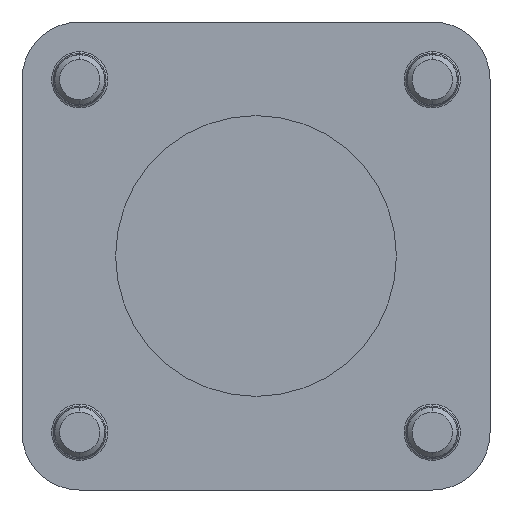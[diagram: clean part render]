
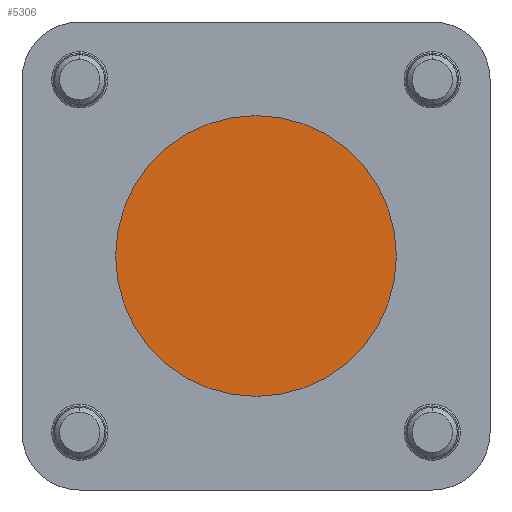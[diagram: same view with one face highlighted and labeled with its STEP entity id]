
A CAD part, left-side view. The second image highlights one B-rep face of the part: STEP entity #5306.
In plain terms, the highlighted planar face has unit normal (-1, 0, 0).
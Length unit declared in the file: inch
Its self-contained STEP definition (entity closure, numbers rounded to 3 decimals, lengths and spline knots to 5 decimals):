
#153 = DIRECTION ( 'NONE',  ( 1., 0., 0. ) ) ;
#360 = EDGE_CURVE ( 'NONE', #2891, #4243, #3728, .T. ) ;
#974 = FACE_OUTER_BOUND ( 'NONE', #2521, .T. ) ;
#1244 = CARTESIAN_POINT ( 'NONE',  ( 0.27559, 0., -0.88583 ) ) ;
#1331 = CARTESIAN_POINT ( 'NONE',  ( 0.27559, 0., 0. ) ) ;
#1403 = CARTESIAN_POINT ( 'NONE',  ( 0.27559, 0., 0. ) ) ;
#1776 = ORIENTED_EDGE ( 'NONE', *, *, #4103, .F. ) ;
#1816 = DIRECTION ( 'NONE',  ( 0., 0., -1. ) ) ;
#2154 = CIRCLE ( 'NONE', #4440, 0.88583 ) ;
#2187 = DIRECTION ( 'NONE',  ( 1., 0., 0. ) ) ;
#2404 = AXIS2_PLACEMENT_3D ( 'NONE', #1331, #2187, #3448 ) ;
#2507 = ORIENTED_EDGE ( 'NONE', *, *, #360, .F. ) ;
#2521 = EDGE_LOOP ( 'NONE', ( #1776, #2507 ) ) ;
#2891 = VERTEX_POINT ( 'NONE', #1244 ) ;
#2935 = CARTESIAN_POINT ( 'NONE',  ( 0.27559, 0., 0.88583 ) ) ;
#3102 = DIRECTION ( 'NONE',  ( 0., 0., -1. ) ) ;
#3277 = AXIS2_PLACEMENT_3D ( 'NONE', #4786, #153, #1816 ) ;
#3448 = DIRECTION ( 'NONE',  ( 0., 1., 0. ) ) ;
#3728 = CIRCLE ( 'NONE', #3277, 0.88583 ) ;
#4103 = EDGE_CURVE ( 'NONE', #4243, #2891, #2154, .T. ) ;
#4243 = VERTEX_POINT ( 'NONE', #2935 ) ;
#4383 = DIRECTION ( 'NONE',  ( 1., 0., 0. ) ) ;
#4440 = AXIS2_PLACEMENT_3D ( 'NONE', #1403, #4383, #3102 ) ;
#4786 = CARTESIAN_POINT ( 'NONE',  ( 0.27559, 0., 0. ) ) ;
#5106 = PLANE ( 'NONE',  #2404 ) ;
#5306 = ADVANCED_FACE ( 'NONE', ( #974 ), #5106, .F. ) ;
